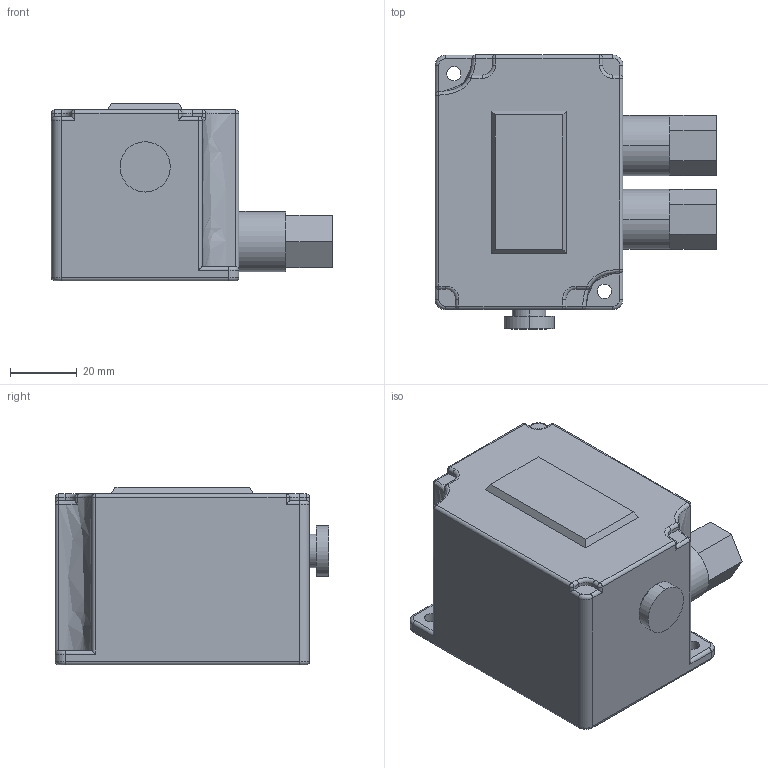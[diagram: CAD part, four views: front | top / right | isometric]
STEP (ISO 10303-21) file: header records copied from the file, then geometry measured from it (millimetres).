
FILE_DESCRIPTION((''),'2;1');
FILE_NAME('DAD15_F400387A','2006-01-03T',('Pepperl+Fuchs'),('Industriehansa'),'PRO/ENGINEER BY PARAMETRIC TECHNOLOGY CORPORATION, 2005290','PRO/ENGINEER BY PARAMETRIC TECHNOLOGY CORPORATION, 2005290','');
FILE_SCHEMA(('AUTOMOTIVE_DESIGN_CC2 { 1 2 10303 214 -1 1 5 2 }'));
Length unit declared in the file: millimetre
Products named in the file (1): DAD15_F400387A
Bounding box: 84 x 81.8 x 53 mm (x, y, z)
Volume: 222196.5 mm3; surface area: 24852.9 mm2
Topology: 1 solids, 1 shells, 141 faces, 515 edges, 388 vertices
Faces by surface type: cylinder 58, plane 53, torus 12, sphere 12, bspline 4, extrusion 2
Entity records: 7442 total; most frequent: CARTESIAN_POINT 1208, DIRECTION 895, ORIENTED_EDGE 624, PRESENTATION_STYLE_ASSIGNMENT 567, STYLED_ITEM 537, CURVE_STYLE 526, VECTOR 355, LINE 353
